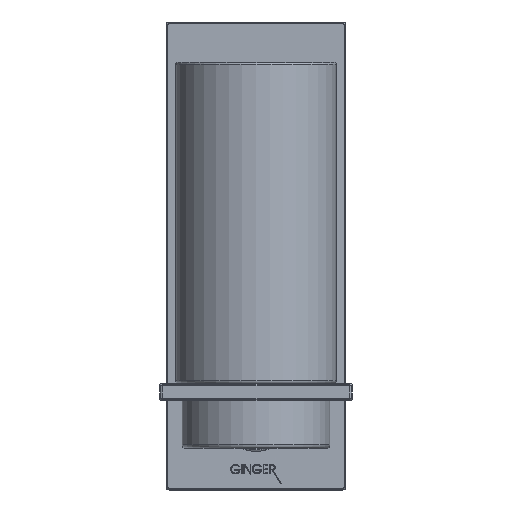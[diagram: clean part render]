
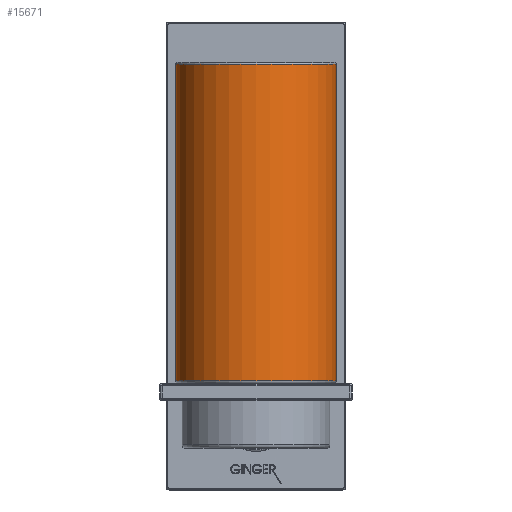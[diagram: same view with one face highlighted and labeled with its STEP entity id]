
A CAD part, front view. The second image highlights one B-rep face of the part: STEP entity #15671.
In plain terms, the highlighted cylindrical face has radius 25 mm (diameter 50 mm), a partial arc.
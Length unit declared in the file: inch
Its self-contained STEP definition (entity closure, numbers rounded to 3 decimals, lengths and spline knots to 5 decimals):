
#15330=CARTESIAN_POINT('',(0.,-2.206,8.35));
#15331=DIRECTION('',(0.,0.,-1.));
#15332=DIRECTION('',(1.,0.,0.));
#15333=AXIS2_PLACEMENT_3D('',#15330,#15331,#15332);
#15350=DIRECTION('',(0.,0.,-1.));
#15351=VECTOR('',#15350,3.877);
#15352=CARTESIAN_POINT('',(0.98425,-2.206,8.35));
#15353=LINE('',#15352,#15351);
#15354=DIRECTION('',(0.,0.,1.));
#15355=VECTOR('',#15354,3.877);
#15356=CARTESIAN_POINT('',(-0.98425,-2.206,4.473));
#15357=LINE('',#15356,#15355);
#15358=CARTESIAN_POINT('',(0.,-2.206,4.473));
#15359=DIRECTION('',(0.,0.,1.));
#15360=DIRECTION('',(-1.,0.,0.));
#15361=AXIS2_PLACEMENT_3D('',#15358,#15359,#15360);
#15486=CARTESIAN_POINT('',(-0.98425,-2.206,8.35));
#15487=VERTEX_POINT('',#15486);
#15488=CARTESIAN_POINT('',(0.98425,-2.206,8.35));
#15489=VERTEX_POINT('',#15488);
#15490=CARTESIAN_POINT('',(0.98425,-2.206,4.473));
#15491=VERTEX_POINT('',#15490);
#15492=CARTESIAN_POINT('',(-0.98425,-2.206,4.473));
#15493=VERTEX_POINT('',#15492);
#15659=CARTESIAN_POINT('',(0.,-2.206,4.39546));
#15660=DIRECTION('',(0.,0.,1.));
#15661=DIRECTION('',(1.,0.,0.));
#15662=AXIS2_PLACEMENT_3D('',#15659,#15660,#15661);
#15663=CYLINDRICAL_SURFACE('',#15662,0.98425);
#15664=ORIENTED_EDGE('',*,*,#15649,.T.);
#15666=ORIENTED_EDGE('',*,*,#15665,.F.);
#15667=ORIENTED_EDGE('',*,*,#15652,.T.);
#15668=ORIENTED_EDGE('',*,*,#15626,.F.);
#15669=EDGE_LOOP('',(#15664,#15666,#15667,#15668));
#15670=FACE_OUTER_BOUND('',#15669,.F.);
#15671=ADVANCED_FACE('',(#15670),#15663,.T.);
#15334=CIRCLE('',#15333,0.98425);
#15362=CIRCLE('',#15361,0.98425);
#15626=EDGE_CURVE('',#15489,#15487,#15334,.T.);
#15649=EDGE_CURVE('',#15489,#15491,#15353,.T.);
#15652=EDGE_CURVE('',#15493,#15487,#15357,.T.);
#15665=EDGE_CURVE('',#15493,#15491,#15362,.T.);
